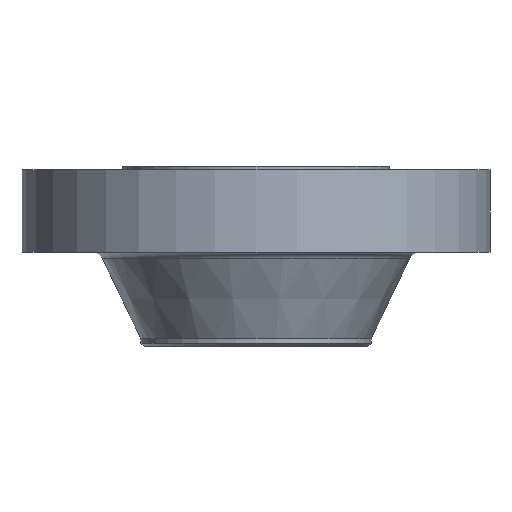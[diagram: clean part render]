
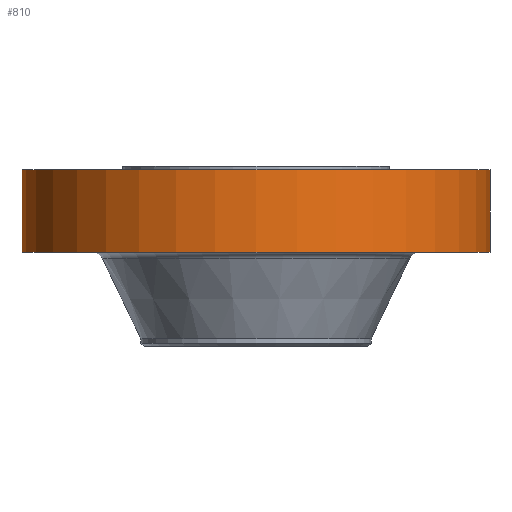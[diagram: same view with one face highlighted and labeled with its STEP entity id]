
A CAD part, front view. The second image highlights one B-rep face of the part: STEP entity #810.
In plain terms, the highlighted cylindrical face has radius 412.75 mm (diameter 825.5 mm), a partial arc.
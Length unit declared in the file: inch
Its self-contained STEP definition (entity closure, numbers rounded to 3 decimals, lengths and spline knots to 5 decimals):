
#51 = EDGE_CURVE ( 'NONE', #595, #246, #1643, .T. ) ;
#97 = CARTESIAN_POINT ( 'NONE',  ( -16.25, 0., -0.25 ) ) ;
#105 = LINE ( 'NONE', #227, #831 ) ;
#227 = CARTESIAN_POINT ( 'NONE',  ( 16.25, 0., 0. ) ) ;
#234 = DIRECTION ( 'NONE',  ( 0., 0., 1. ) ) ;
#246 = VERTEX_POINT ( 'NONE', #889 ) ;
#255 = DIRECTION ( 'NONE',  ( 1., 0., 0. ) ) ;
#263 = FACE_OUTER_BOUND ( 'NONE', #444, .T. ) ;
#270 = ORIENTED_EDGE ( 'NONE', *, *, #685, .T. ) ;
#315 = VERTEX_POINT ( 'NONE', #97 ) ;
#400 = DIRECTION ( 'NONE',  ( 1., 0., 0. ) ) ;
#442 = VECTOR ( 'NONE', #1415, 39.37008 ) ;
#444 = EDGE_LOOP ( 'NONE', ( #1606, #1580, #270, #1444 ) ) ;
#468 = AXIS2_PLACEMENT_3D ( 'NONE', #520, #687, #255 ) ;
#520 = CARTESIAN_POINT ( 'NONE',  ( 0., 0., 0. ) ) ;
#595 = VERTEX_POINT ( 'NONE', #1108 ) ;
#635 = AXIS2_PLACEMENT_3D ( 'NONE', #1033, #1272, #1445 ) ;
#661 = CARTESIAN_POINT ( 'NONE',  ( 16.25, 0., -0.25 ) ) ;
#674 = AXIS2_PLACEMENT_3D ( 'NONE', #1051, #1610, #400 ) ;
#685 = EDGE_CURVE ( 'NONE', #246, #1582, #105, .T. ) ;
#687 = DIRECTION ( 'NONE',  ( 0., 0., 1. ) ) ;
#810 = ADVANCED_FACE ( 'NONE', ( #263 ), #1168, .T. ) ;
#831 = VECTOR ( 'NONE', #234, 39.37008 ) ;
#850 = EDGE_CURVE ( 'NONE', #315, #1582, #1621, .T. ) ;
#889 = CARTESIAN_POINT ( 'NONE',  ( 16.25, 0., -6. ) ) ;
#1033 = CARTESIAN_POINT ( 'NONE',  ( 0., 0., -6. ) ) ;
#1051 = CARTESIAN_POINT ( 'NONE',  ( 0., 0., -0.25 ) ) ;
#1108 = CARTESIAN_POINT ( 'NONE',  ( -16.25, 0., -6. ) ) ;
#1168 = CYLINDRICAL_SURFACE ( 'NONE', #468, 16.25 ) ;
#1272 = DIRECTION ( 'NONE',  ( 0., 0., 1. ) ) ;
#1273 = LINE ( 'NONE', #1291, #442 ) ;
#1291 = CARTESIAN_POINT ( 'NONE',  ( -16.25, 0., 0. ) ) ;
#1381 = EDGE_CURVE ( 'NONE', #595, #315, #1273, .T. ) ;
#1415 = DIRECTION ( 'NONE',  ( 0., 0., 1. ) ) ;
#1444 = ORIENTED_EDGE ( 'NONE', *, *, #850, .F. ) ;
#1445 = DIRECTION ( 'NONE',  ( 1., 0., 0. ) ) ;
#1580 = ORIENTED_EDGE ( 'NONE', *, *, #51, .T. ) ;
#1582 = VERTEX_POINT ( 'NONE', #661 ) ;
#1606 = ORIENTED_EDGE ( 'NONE', *, *, #1381, .F. ) ;
#1610 = DIRECTION ( 'NONE',  ( 0., 0., 1. ) ) ;
#1621 = CIRCLE ( 'NONE', #674, 16.25 ) ;
#1643 = CIRCLE ( 'NONE', #635, 16.25 ) ;
